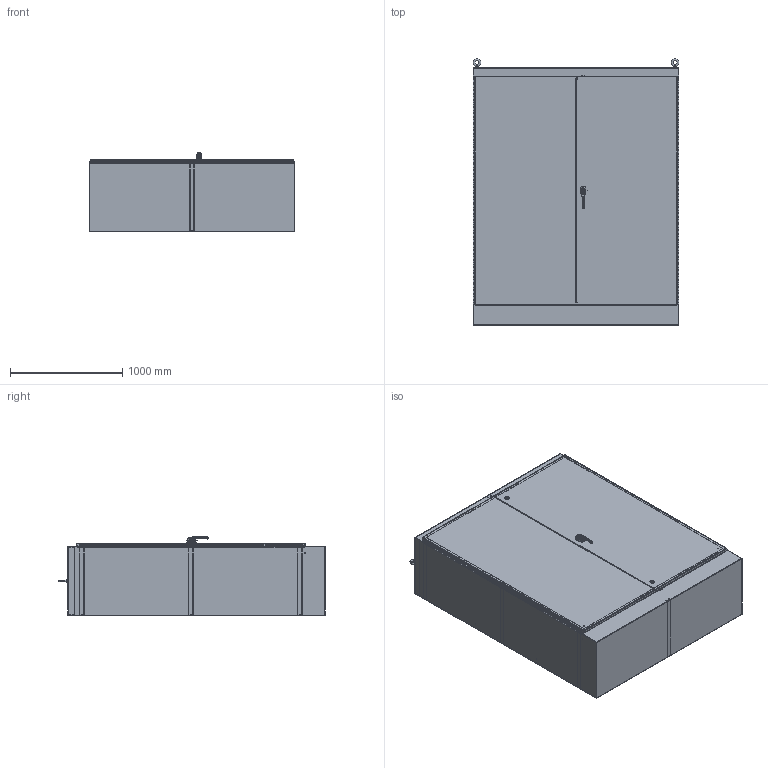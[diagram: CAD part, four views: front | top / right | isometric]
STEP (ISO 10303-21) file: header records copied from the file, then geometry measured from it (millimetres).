
FILE_DESCRIPTION(/* description */ ('ENCL,N12,FSD,2D,90X72X24'),/* implementation_level */ '2;1');
FILE_NAME(/* name */ 'WA907224FSD.stp',/* time_stamp */ '2020-11-17T09:58:20-06:00',/* author */ ('KA'),/* organization */ (''),/* preprocessor_version */ 'ST-DEVELOPER v18.1',/* originating_system */ 'Autodesk Inventor 2020',/* authorisation */ '');
FILE_SCHEMA (('AUTOMOTIVE_DESIGN { 1 0 10303 214 3 1 1 }'));
Products named in the file (49): WA907224FSD; HFW3025; 316298; 12017; HFW328186; HFW328186_1; HFW328186T; HFW328186L; HFW328186P; WA9072FSDFB; WA7224FSDBTM; WA7224FSDTOP; 3063; WA90FSDSTRIPGSKT; HFW352004; 35211; WA9072FSDLDR; WA9072FSDSDR; LARGE_DOOR_ROD_ASSM-37031; HFW31712; 1091-903_AF0; 1091-903_AF0_1; 1091-903_AF0_2; PLASTIC-ROLLER-CAM_AF0_ASM; PLASTIC-ROLLER-CAM_AF1; 7379-M6-8X25_AF0; LOCK-NUT_AF0; SUPPORT-ROLL_AF0; 1091-BR11_AF0; 37031; ANSI B18.6.3 - 3/8-16 UNC - 1.75; HFW3762; 31215; 3862; 32450; WA9072FSDFIP; WA9024FSDLS; WA9024FSDRS; FUN00103; 349132 ...
Assembly tree (78 placements, depth 5):
  WA907224FSD
    FUN00103  x8
    HFW3025  x2
    316298  x2
    12017  x2
    HFW328186
      HFW328186T
      HFW328186L
      HFW328186P
    HFW328186_1
      HFW328186T
      HFW328186L
      HFW328186P
    WA9072FSDFB
    WA7224FSDBTM
    WA7224FSDTOP
    3063  x2
    38846  x6
    WA90FSDSTRIPGSKT
    WA9072FSDFIP  x2
    HFW352004  x2
    35211
    WA9072FSDLDR
    WA9072FSDSDR
    LARGE_DOOR_ROD_ASSM-37031
      HFW31712
        1091-903_AF0
          1091-903_AF0_1
          1091-903_AF0_2
        PLASTIC-ROLLER-CAM_AF0_ASM
          PLASTIC-ROLLER-CAM_AF1
          7379-M6-8X25_AF0
          LOCK-NUT_AF0
        SUPPORT-ROLL_AF0
        1091-BR11_AF0
      37031  x2
      ANSI B18.6.3 - 3/8-16 UNC - 1.75  x2
      HFW3762  x4
      31215  x2
      3862  x2
    32450
    WA9024FSDLS
    WA9024FSDRS
    349132  x2
    HFW312002  x2
      CP10184202R01_Standard
        CP10184202R01_Deep Recess
        CP10184202R03 MODIFY
      CP10184202R02
      CP10184202R04
        _22030_0932_Spring_Plunger__1_b_2
        _22030_0932_Spring_Plunger__1_a_4
Bounding box: 1831.97 x 2368.48 x 701.65 mm (x, y, z)
Volume: 52440211.1 mm3; surface area: 31088168.3 mm2
Topology: 72 solids, 1553 shells, 4427 faces, 14681 edges, 11712 vertices
Faces by surface type: plane 1951, cylinder 1379, bspline 512, torus 300, cone 157, sphere 128
Full cylindrical faces by diameter (mm): 1.5 x2, 3.048 x2, 3.5 x2, 3.607 x2, 3.9 x1, 4.2 x2, 4.5 x2, 4.773 x2, 5 x5, 5.16 x20, 6 x3, 6.128 x2, 6.172 x2, 6.35 x14, 6.41 x2, 6.535 x16, 7.112 x3, 7.144 x2, 7.938 x2, 8 x1, 8.153 x2, 8.2 x1, 8.56 x6, 8.7 x2, 9.525 x18, 10 x2, 10.16 x4, 12 x4, 12.7 x2, 13 x1
Entity records: 201928 total; most frequent: CARTESIAN_POINT 103014, DIRECTION 18419, ORIENTED_EDGE 15148, EDGE_CURVE 10946, VERTEX_POINT 9377, AXIS2_PLACEMENT_3D 6483, LINE 5453, VECTOR 5453
